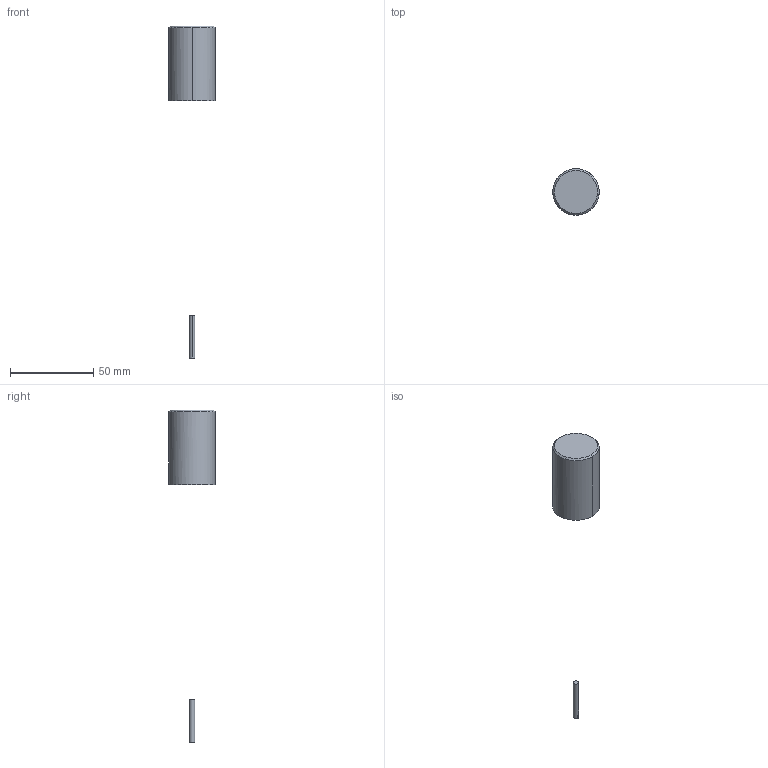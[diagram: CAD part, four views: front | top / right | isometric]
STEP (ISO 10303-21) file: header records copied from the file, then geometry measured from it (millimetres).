
FILE_DESCRIPTION(('no description'),'unknown implementation level');
FILE_NAME('48050578.stp',' ',('CIM GmbH Aachen'),('CADClick - KiM GmbH - www.kimweb.de'),'unknown preprocess','ACIS','unknown authorization');
FILE_SCHEMA(('automotive_design'));
Length unit declared in the file: millimetre
Products named in the file (2): 1; 2
Bounding box: 28 x 28 x 200 mm (x, y, z)
Volume: 27871.9 mm3; surface area: 5473.1 mm2
Topology: 2 solids, 2 shells, 23 faces, 56 edges, 35 vertices
Faces by surface type: cylinder 11, plane 8, cone 4
Entity records: 1651 total; most frequent: CARTESIAN_POINT 434, DIRECTION 120, STYLED_ITEM 114, PRESENTATION_STYLE_ASSIGNMENT 114, COLOUR_RGB 114, ORIENTED_EDGE 108, EDGE_CURVE 54, CURVE_STYLE 54
